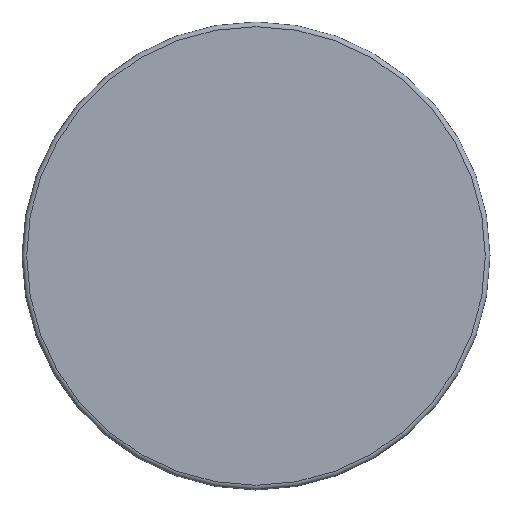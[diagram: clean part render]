
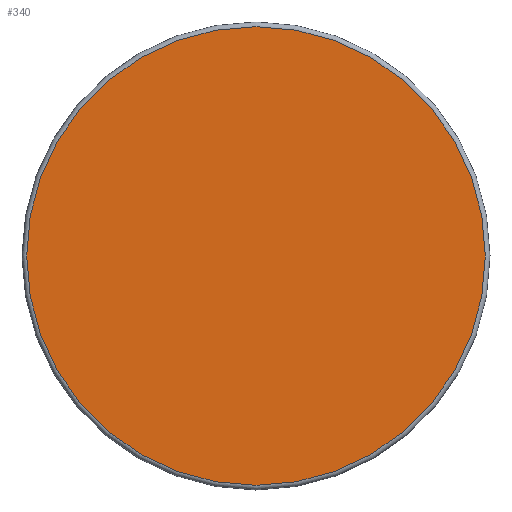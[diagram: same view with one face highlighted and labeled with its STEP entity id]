
A CAD part, front view. The second image highlights one B-rep face of the part: STEP entity #340.
In plain terms, the highlighted planar face has unit normal (0, -1, 0).
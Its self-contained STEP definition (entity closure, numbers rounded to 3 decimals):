
#36=PLANE('',#404);
#61=FACE_OUTER_BOUND('',#84,.T.);
#84=EDGE_LOOP('',(#307,#308));
#140=CIRCLE('',#405,73.5);
#141=CIRCLE('',#406,73.5);
#174=VERTEX_POINT('',#624);
#175=VERTEX_POINT('',#625);
#220=EDGE_CURVE('',#174,#175,#140,.T.);
#221=EDGE_CURVE('',#175,#174,#141,.T.);
#307=ORIENTED_EDGE('',*,*,#220,.F.);
#308=ORIENTED_EDGE('',*,*,#221,.F.);
#340=ADVANCED_FACE('',(#61),#36,.T.);
#404=AXIS2_PLACEMENT_3D('',#623,#510,#511);
#405=AXIS2_PLACEMENT_3D('',#626,#512,#513);
#406=AXIS2_PLACEMENT_3D('',#627,#514,#515);
#510=DIRECTION('center_axis',(0.,-1.,0.));
#511=DIRECTION('ref_axis',(0.,0.,-1.));
#512=DIRECTION('center_axis',(0.,1.,0.));
#513=DIRECTION('ref_axis',(1.,0.,0.));
#514=DIRECTION('center_axis',(0.,1.,0.));
#515=DIRECTION('ref_axis',(1.,0.,0.));
#623=CARTESIAN_POINT('Origin',(-73.5,0.,0.));
#624=CARTESIAN_POINT('',(-73.5,0.,0.));
#625=CARTESIAN_POINT('',(0.,0.,-73.5));
#626=CARTESIAN_POINT('Origin',(0.,0.,0.));
#627=CARTESIAN_POINT('Origin',(0.,0.,0.));
